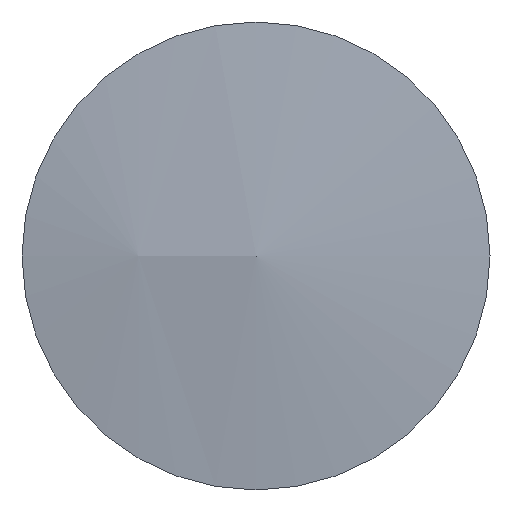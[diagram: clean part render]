
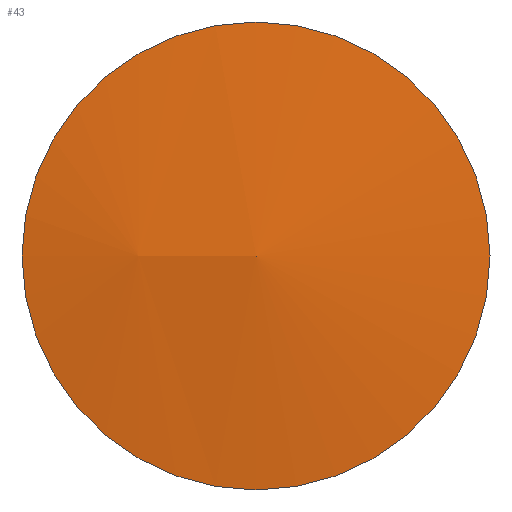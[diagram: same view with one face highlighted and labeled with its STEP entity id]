
A CAD part, left-side view. The second image highlights one B-rep face of the part: STEP entity #43.
In plain terms, the highlighted spherical face has radius 61 mm.
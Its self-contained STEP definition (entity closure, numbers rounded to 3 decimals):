
#43 = ADVANCED_FACE( '', ( #88, #89 ), #90, .T. );
#88 = FACE_BOUND( '', #130, .T. );
#89 = FACE_OUTER_BOUND( '', #131, .T. );
#90 = SPHERICAL_SURFACE( '', #132, 61. );
#130 = VERTEX_LOOP( '', #176 );
#131 = EDGE_LOOP( '', ( #177 ) );
#132 = AXIS2_PLACEMENT_3D( '', #178, #179, #180 );
#176 = VERTEX_POINT( '', #210 );
#177 = ORIENTED_EDGE( '', *, *, #211, .F. );
#178 = CARTESIAN_POINT( '', ( 61., 0., 0. ) );
#179 = DIRECTION( '', ( 1., 0., 0. ) );
#180 = DIRECTION( '', ( 0., 1., 0. ) );
#210 = CARTESIAN_POINT( '', ( 0., 0., 0. ) );
#211 = EDGE_CURVE( '', #234, #234, #235, .T. );
#234 = VERTEX_POINT( '', #259 );
#235 = CIRCLE( '', #260, 11.5 );
#259 = CARTESIAN_POINT( '', ( 1.094, 0., -11.5 ) );
#260 = AXIS2_PLACEMENT_3D( '', #284, #285, #286 );
#284 = CARTESIAN_POINT( '', ( 1.094, 0., 0. ) );
#285 = DIRECTION( '', ( 1., 0., 0. ) );
#286 = DIRECTION( '', ( 0., 0., -1. ) );
